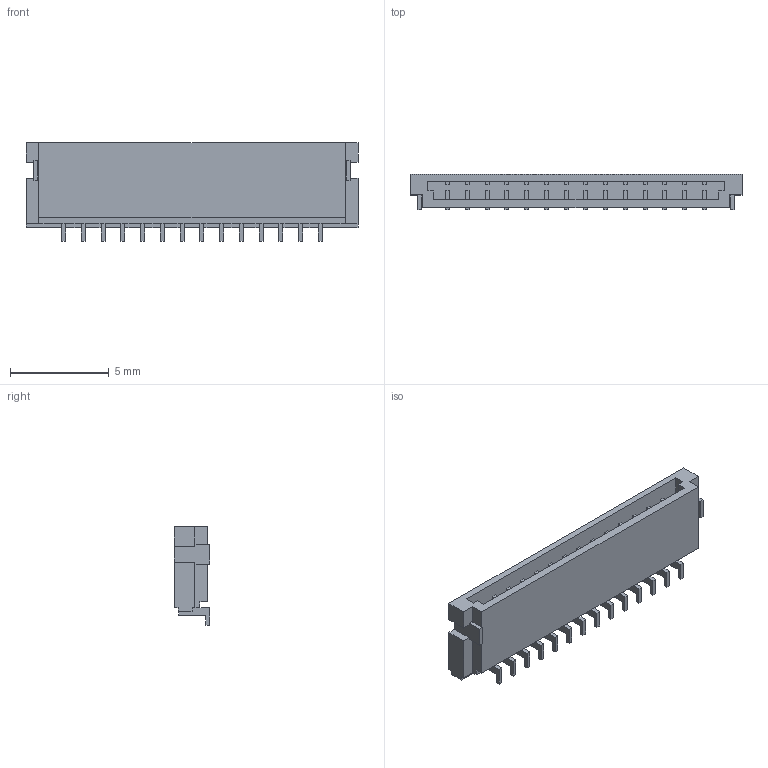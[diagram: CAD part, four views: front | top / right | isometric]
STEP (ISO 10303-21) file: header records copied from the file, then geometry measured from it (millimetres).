
FILE_DESCRIPTION (( 'STEP AP203' ), '1' );
FILE_NAME ('SM14B-SHLS.STEP', '2012-03-13T02:44:14', ( ' ' ), ( ' ' ), 'SwSTEP 2.0', 'SolidWorks 2005235', '' );
FILE_SCHEMA (( 'CONFIG_CONTROL_DESIGN' ));
Length unit declared in the file: millimetre
Products named in the file (1): SM14B-SHLS
Bounding box: 16.8 x 1.8 x 5 mm (x, y, z)
Volume: 80.2 mm3; surface area: 382.5 mm2
Topology: 1 solids, 1 shells, 307 faces, 842 edges, 552 vertices
Faces by surface type: plane 307
Entity records: 9569 total; most frequent: CARTESIAN_POINT 1702, ORIENTED_EDGE 1684, DIRECTION 1458, EDGE_CURVE 842, LINE 842, VECTOR 842, VERTEX_POINT 552, EDGE_LOOP 322
